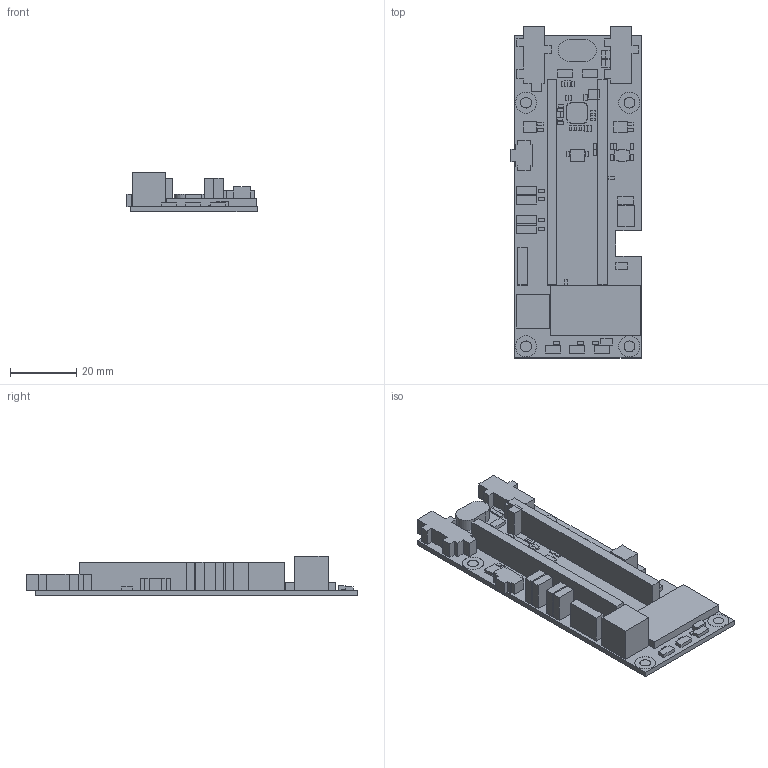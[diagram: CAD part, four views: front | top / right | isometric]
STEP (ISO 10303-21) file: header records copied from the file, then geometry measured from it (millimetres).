
FILE_DESCRIPTION(/* description */ ('PCB Design'),/* implementation_level */ '2;1');
FILE_NAME(/* name */ '7146-0012_PCB_Rev-A',/* time_stamp */ '2017-01-19T10:20:38-05:00',/* author */ ('bmp'),/* organization */ (''),/* preprocessor_version */ 'ST-DEVELOPER v16',/* originating_system */ 'allegro_17.2S009',/* authorisation */ '');
FILE_SCHEMA (('AUTOMOTIVE_DESIGN { 1 0 10303 214 3 1 1 }'));
Length unit declared in the file: inch
Products named in the file (29): 7146-0012_PCB_REV-A; BOARD_OUTLINE; COMPONENTS; COPAL_CL-SB-22A-1; RESC1609X50N; SAMTEC_SSW-124-XX-X-S; SAMTEC_SSW-104-XX-X-S; SAMTEC_SSW-101-XX-X-S; SLOT1000X500MECH; FUSC3216X78N; MTG_4; MICROCHIP_RN42; TP340X180N; PH_B2B-PH-K-S; RESC0603X26N; RESC100X50X40L25; RESC1005X40N; SAMTEC_SSW-102-XX-X-S; CAPC1005X55N; LEDC3216X110N; CAPC1005X70N; CAPC1005X65N; BOURNS_3386F-KNOB; CUI_SJ-3523-SMT; CUI_SJ-3524-SMT; SOT23-5P95_270X145L35X35; SOT95P280X145-5N; KNOWLES_SPH1642HT5H-1; QFN40P500X500X80-41N
Assembly tree (84 placements, depth 3):
  7146-0012_PCB_REV-A
    BOARD_OUTLINE
    COMPONENTS
      COPAL_CL-SB-22A-1
      RESC1609X50N  x4
      SAMTEC_SSW-124-XX-X-S  x2
      SAMTEC_SSW-104-XX-X-S
      SAMTEC_SSW-101-XX-X-S
      SLOT1000X500MECH
      FUSC3216X78N
      MTG_4  x4
      MICROCHIP_RN42
      TP340X180N  x2
      PH_B2B-PH-K-S
      RESC0603X26N  x10
      RESC100X50X40L25  x2
      RESC1005X40N  x8
      SAMTEC_SSW-102-XX-X-S  x4
      CAPC1005X55N  x13
      LEDC3216X110N  x5
      CAPC1005X70N  x5
      CAPC1005X65N  x8
      BOURNS_3386F-KNOB
      CUI_SJ-3523-SMT
      CUI_SJ-3524-SMT
      SOT23-5P95_270X145L35X35
      SOT95P280X145-5N
      KNOWLES_SPH1642HT5H-1  x2
      QFN40P500X500X80-41N
Bounding box: 39.38 x 100.34 x 11.99 mm (x, y, z)
Surface area: 16749 mm2 (no closed solid volume)
Topology: 0 solids, 87 shells, 594 faces, 1356 edges, 840 vertices
Faces by surface type: plane 558, cylinder 36
Entity records: 8133 total; most frequent: ORIENTED_EDGE 1176, DIRECTION 916, EDGE_CURVE 625, CARTESIAN_POINT 621, VECTOR 577, LINE 577, AXIS2_PLACEMENT_3D 468, VERTEX_POINT 466
